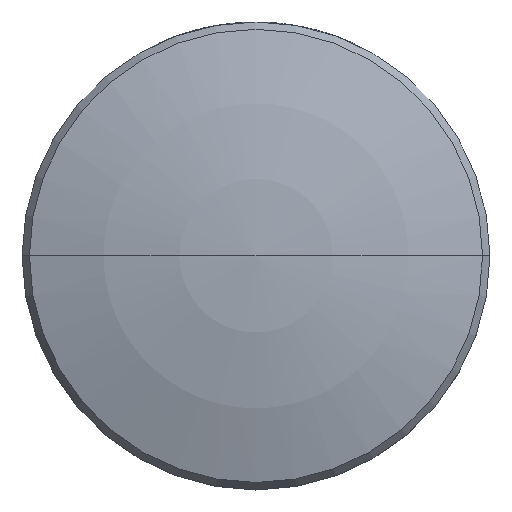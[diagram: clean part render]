
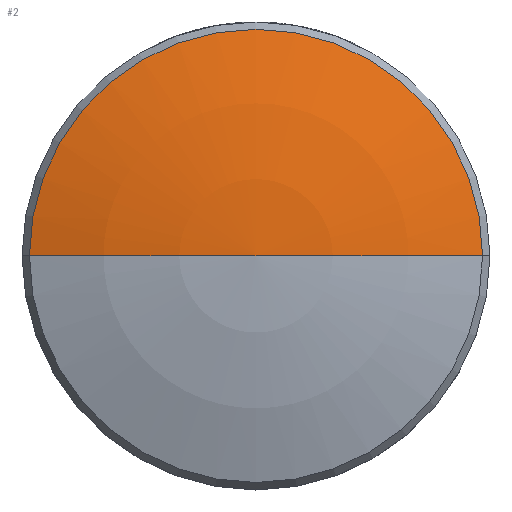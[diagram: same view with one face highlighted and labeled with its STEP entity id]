
A CAD part, top view. The second image highlights one B-rep face of the part: STEP entity #2.
In plain terms, the highlighted toroidal (fillet/blend) face has major radius 0.008 mm and minor radius 9.2 mm.
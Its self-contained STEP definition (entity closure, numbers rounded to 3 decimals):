
#2 = ADVANCED_FACE ( 'NONE', ( #819 ), #51, .T. ) ;
#51 = TOROIDAL_SURFACE ( 'NONE', #280, 0.008, 9.2 ) ;
#81 = VERTEX_POINT ( 'NONE', #240 ) ;
#114 = CIRCLE ( 'NONE', #862, 9.2 ) ;
#240 = CARTESIAN_POINT ( 'NONE',  ( -2.906, 0., 0.532 ) ) ;
#250 = EDGE_CURVE ( 'NONE', #81, #998, #114, .T. ) ;
#259 = CIRCLE ( 'NONE', #814, 2.906 ) ;
#280 = AXIS2_PLACEMENT_3D ( 'NONE', #1084, #549, #553 ) ;
#291 = EDGE_CURVE ( 'NONE', #371, #81, #259, .T. ) ;
#371 = VERTEX_POINT ( 'NONE', #537 ) ;
#387 = ORIENTED_EDGE ( 'NONE', *, *, #250, .T. ) ;
#420 = DIRECTION ( 'NONE',  ( 0., 0., -1. ) ) ;
#421 = EDGE_CURVE ( 'NONE', #371, #998, #1211, .T. ) ;
#437 = EDGE_LOOP ( 'NONE', ( #1240, #387, #1172 ) ) ;
#482 = DIRECTION ( 'NONE',  ( 0., 0., 1. ) ) ;
#488 = CARTESIAN_POINT ( 'NONE',  ( -0.008, 0., -8.2 ) ) ;
#537 = CARTESIAN_POINT ( 'NONE',  ( 2.906, 0., 0.532 ) ) ;
#549 = DIRECTION ( 'NONE',  ( 0., 0., 1. ) ) ;
#553 = DIRECTION ( 'NONE',  ( 1., 0., 0. ) ) ;
#555 = AXIS2_PLACEMENT_3D ( 'NONE', #944, #846, #420 ) ;
#594 = CARTESIAN_POINT ( 'NONE',  ( 0., 0., 0.532 ) ) ;
#805 = DIRECTION ( 'NONE',  ( -1., 0., 0. ) ) ;
#814 = AXIS2_PLACEMENT_3D ( 'NONE', #594, #482, #1209 ) ;
#819 = FACE_OUTER_BOUND ( 'NONE', #437, .T. ) ;
#846 = DIRECTION ( 'NONE',  ( 0., -1., 0. ) ) ;
#862 = AXIS2_PLACEMENT_3D ( 'NONE', #488, #1105, #805 ) ;
#944 = CARTESIAN_POINT ( 'NONE',  ( 0.008, 0., -8.2 ) ) ;
#998 = VERTEX_POINT ( 'NONE', #1080 ) ;
#1080 = CARTESIAN_POINT ( 'NONE',  ( 0., 0., 1. ) ) ;
#1084 = CARTESIAN_POINT ( 'NONE',  ( 0., 0., -8.2 ) ) ;
#1105 = DIRECTION ( 'NONE',  ( 0., 1., 0. ) ) ;
#1172 = ORIENTED_EDGE ( 'NONE', *, *, #421, .F. ) ;
#1209 = DIRECTION ( 'NONE',  ( -1., 0., 0. ) ) ;
#1211 = CIRCLE ( 'NONE', #555, 9.2 ) ;
#1240 = ORIENTED_EDGE ( 'NONE', *, *, #291, .T. ) ;
